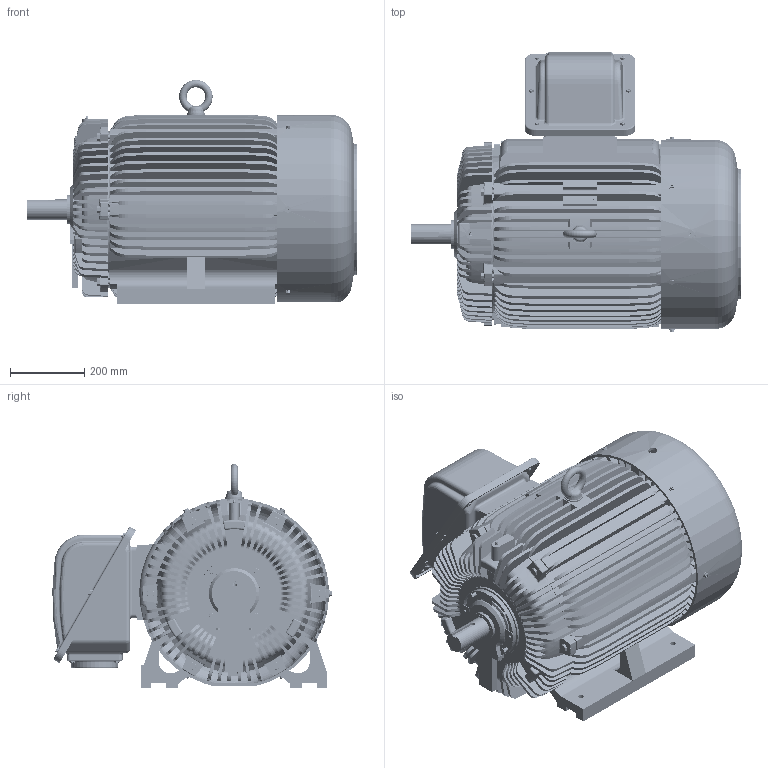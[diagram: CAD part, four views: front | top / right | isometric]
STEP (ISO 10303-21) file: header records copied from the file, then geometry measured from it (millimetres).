
FILE_DESCRIPTION(('CATIA V5 STEP Exchange'),'2;1');
FILE_NAME('405TS-H_AllCATPart.stp','2012-08-30T03:13:22+00:00',('none'),('none'),'CATIA Version 5 Release 19 SP 9 (IN-10)','CATIA V5 STEP AP203','none');
FILE_SCHEMA(('CONFIG_CONTROL_DESIGN'));
Length unit declared in the file: millimetre
Products named in the file (1): 405TS-H_AllCATPart
Bounding box: 886.73 x 750.16 x 602 mm (x, y, z)
Volume: 38696144.9 mm3; surface area: 6930042.8 mm2
Topology: 53 solids, 53 shells, 4711 faces, 13144 edges, 8638 vertices
Faces by surface type: plane 1557, torus 1043, cylinder 1027, cone 782, bspline 282, sphere 12, revolution 8
Entity records: 166227 total; most frequent: CARTESIAN_POINT 63629, ORIENTED_EDGE 26216, EDGE_CURVE 13108, DIRECTION 13069, VERTEX_POINT 8638, AXIS2_PLACEMENT_3D 6728, EDGE_LOOP 5114, ADVANCED_FACE 4711
